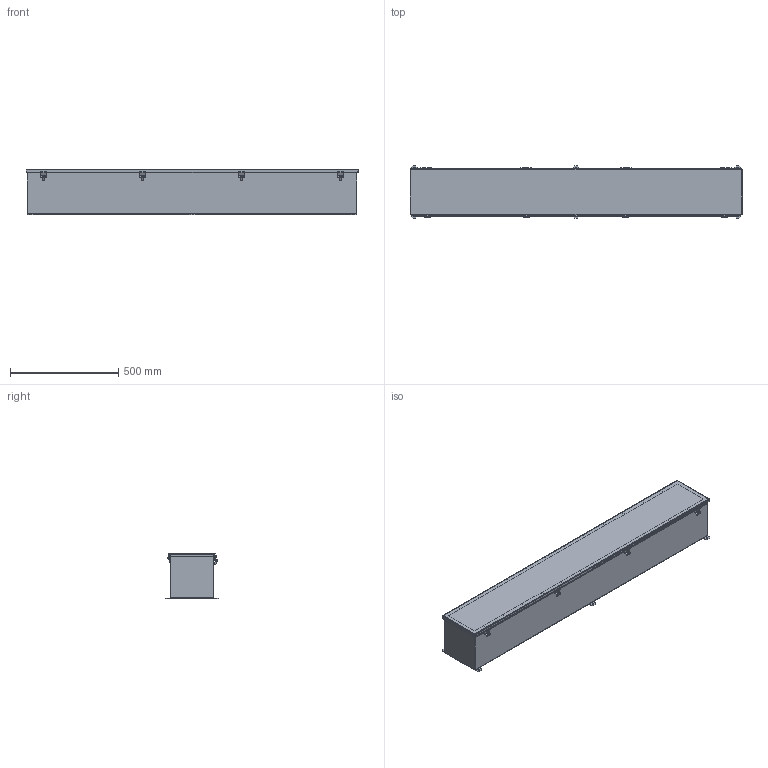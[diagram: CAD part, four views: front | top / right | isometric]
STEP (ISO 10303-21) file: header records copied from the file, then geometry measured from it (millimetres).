
FILE_DESCRIPTION (( 'STEP AP214' ), '1' );
FILE_NAME ('1486E60.STEP', '2023-06-20T10:23:12', ( '' ), ( '' ), 'SwSTEP 2.0', 'SolidWorks 2021', '' );
FILE_SCHEMA (( 'AUTOMOTIVE_DESIGN' ));
Length unit declared in the file: inch
Products named in the file (1): 1486E60
Bounding box: 1533.53 x 241.3 x 209.98 mm (x, y, z)
Volume: 2959155.9 mm3; surface area: 3026888.1 mm2
Topology: 17 solids, 17 shells, 636 faces, 1686 edges, 1096 vertices
Faces by surface type: plane 438, cylinder 160, cone 20, bspline 10, torus 8
Full cylindrical faces by diameter (mm): 4.572 x4, 5.41 x4, 6.248 x4, 7.937 x4, 7.938 x2, 12.192 x4
Entity records: 20062 total; most frequent: CARTESIAN_POINT 4205, ORIENTED_EDGE 3256, DIRECTION 3148, EDGE_CURVE 1628, LINE 1158, VECTOR 1158, VERTEX_POINT 1080, AXIS2_PLACEMENT_3D 995
